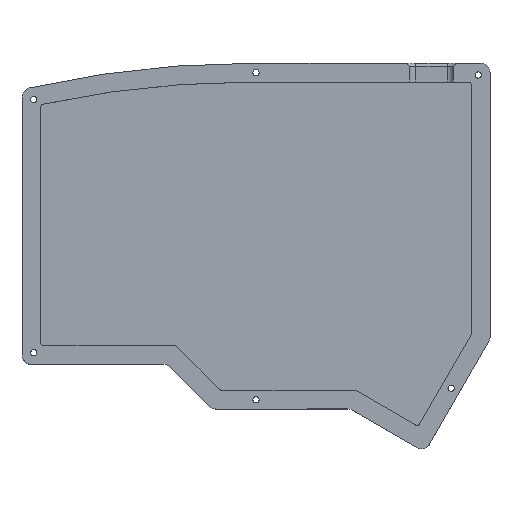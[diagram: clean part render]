
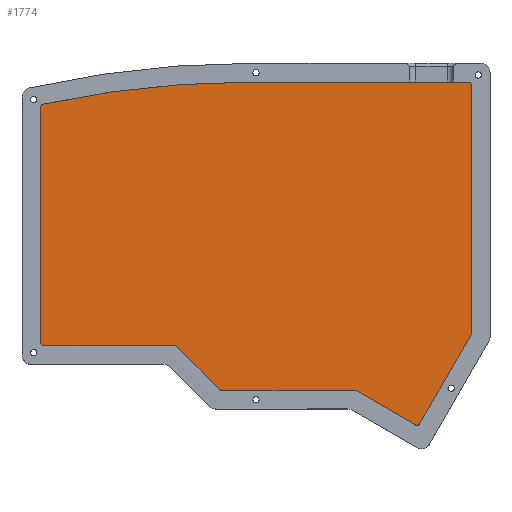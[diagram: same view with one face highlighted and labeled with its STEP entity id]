
A CAD part, top view. The second image highlights one B-rep face of the part: STEP entity #1774.
In plain terms, the highlighted planar face has unit normal (0, 0, 1).
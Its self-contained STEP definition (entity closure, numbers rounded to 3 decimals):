
#135=PLANE('',#1917);
#227=FACE_OUTER_BOUND('',#353,.T.);
#353=EDGE_LOOP('',(#1524,#1525,#1526,#1527,#1528,#1529,#1530,#1531,#1532,
#1533,#1534,#1535,#1536,#1537,#1538,#1539,#1540,#1541));
#496=LINE('',#3283,#645);
#497=LINE('',#3287,#646);
#498=LINE('',#3291,#647);
#499=LINE('',#3295,#648);
#500=LINE('',#3297,#649);
#501=LINE('',#3301,#650);
#502=LINE('',#3305,#651);
#503=LINE('',#3309,#652);
#504=LINE('',#3314,#653);
#645=VECTOR('',#2298,10.);
#646=VECTOR('',#2301,10.);
#647=VECTOR('',#2304,10.);
#648=VECTOR('',#2307,10.);
#649=VECTOR('',#2308,10.);
#650=VECTOR('',#2311,10.);
#651=VECTOR('',#2314,10.);
#652=VECTOR('',#2317,10.);
#653=VECTOR('',#2322,10.);
#729=CIRCLE('',#1916,1.);
#730=CIRCLE('',#1918,1.);
#731=CIRCLE('',#1919,1.);
#732=CIRCLE('',#1920,1.);
#733=CIRCLE('',#1921,1.);
#734=CIRCLE('',#1922,1.);
#735=CIRCLE('',#1923,1.);
#736=CIRCLE('',#1924,315.199);
#737=CIRCLE('',#1925,1.);
#882=VERTEX_POINT('',#3276);
#883=VERTEX_POINT('',#3277);
#884=VERTEX_POINT('',#3282);
#885=VERTEX_POINT('',#3284);
#886=VERTEX_POINT('',#3286);
#887=VERTEX_POINT('',#3288);
#888=VERTEX_POINT('',#3290);
#889=VERTEX_POINT('',#3292);
#890=VERTEX_POINT('',#3294);
#891=VERTEX_POINT('',#3296);
#892=VERTEX_POINT('',#3298);
#893=VERTEX_POINT('',#3300);
#894=VERTEX_POINT('',#3302);
#895=VERTEX_POINT('',#3304);
#896=VERTEX_POINT('',#3306);
#897=VERTEX_POINT('',#3308);
#898=VERTEX_POINT('',#3310);
#899=VERTEX_POINT('',#3312);
#1109=EDGE_CURVE('',#882,#883,#729,.T.);
#1112=EDGE_CURVE('',#884,#883,#496,.T.);
#1113=EDGE_CURVE('',#885,#884,#730,.F.);
#1114=EDGE_CURVE('',#886,#885,#497,.T.);
#1115=EDGE_CURVE('',#886,#887,#731,.T.);
#1116=EDGE_CURVE('',#888,#887,#498,.T.);
#1117=EDGE_CURVE('',#889,#888,#732,.F.);
#1118=EDGE_CURVE('',#890,#889,#499,.T.);
#1119=EDGE_CURVE('',#891,#890,#500,.T.);
#1120=EDGE_CURVE('',#891,#892,#733,.T.);
#1121=EDGE_CURVE('',#893,#892,#501,.T.);
#1122=EDGE_CURVE('',#893,#894,#734,.T.);
#1123=EDGE_CURVE('',#895,#894,#502,.T.);
#1124=EDGE_CURVE('',#895,#896,#735,.T.);
#1125=EDGE_CURVE('',#897,#896,#503,.T.);
#1126=EDGE_CURVE('',#898,#897,#736,.T.);
#1127=EDGE_CURVE('',#898,#899,#737,.T.);
#1128=EDGE_CURVE('',#882,#899,#504,.T.);
#1524=ORIENTED_EDGE('',*,*,#1109,.T.);
#1525=ORIENTED_EDGE('',*,*,#1112,.F.);
#1526=ORIENTED_EDGE('',*,*,#1113,.F.);
#1527=ORIENTED_EDGE('',*,*,#1114,.F.);
#1528=ORIENTED_EDGE('',*,*,#1115,.T.);
#1529=ORIENTED_EDGE('',*,*,#1116,.F.);
#1530=ORIENTED_EDGE('',*,*,#1117,.F.);
#1531=ORIENTED_EDGE('',*,*,#1118,.F.);
#1532=ORIENTED_EDGE('',*,*,#1119,.F.);
#1533=ORIENTED_EDGE('',*,*,#1120,.T.);
#1534=ORIENTED_EDGE('',*,*,#1121,.F.);
#1535=ORIENTED_EDGE('',*,*,#1122,.T.);
#1536=ORIENTED_EDGE('',*,*,#1123,.F.);
#1537=ORIENTED_EDGE('',*,*,#1124,.T.);
#1538=ORIENTED_EDGE('',*,*,#1125,.F.);
#1539=ORIENTED_EDGE('',*,*,#1126,.F.);
#1540=ORIENTED_EDGE('',*,*,#1127,.T.);
#1541=ORIENTED_EDGE('',*,*,#1128,.F.);
#1774=ADVANCED_FACE('',(#227),#135,.T.);
#1916=AXIS2_PLACEMENT_3D('',#3278,#2292,#2293);
#1917=AXIS2_PLACEMENT_3D('',#3281,#2296,#2297);
#1918=AXIS2_PLACEMENT_3D('',#3285,#2299,#2300);
#1919=AXIS2_PLACEMENT_3D('',#3289,#2302,#2303);
#1920=AXIS2_PLACEMENT_3D('',#3293,#2305,#2306);
#1921=AXIS2_PLACEMENT_3D('',#3299,#2309,#2310);
#1922=AXIS2_PLACEMENT_3D('',#3303,#2312,#2313);
#1923=AXIS2_PLACEMENT_3D('',#3307,#2315,#2316);
#1924=AXIS2_PLACEMENT_3D('',#3311,#2318,#2319);
#1925=AXIS2_PLACEMENT_3D('',#3313,#2320,#2321);
#2292=DIRECTION('center_axis',(0.,0.,1.));
#2293=DIRECTION('ref_axis',(-0.707,-0.707,0.));
#2296=DIRECTION('center_axis',(0.,0.,1.));
#2297=DIRECTION('ref_axis',(1.,0.,0.));
#2298=DIRECTION('',(-1.,0.,0.));
#2299=DIRECTION('center_axis',(0.,0.,-1.));
#2300=DIRECTION('ref_axis',(0.383,0.924,0.));
#2301=DIRECTION('',(-0.707,0.707,0.));
#2302=DIRECTION('center_axis',(0.,0.,1.));
#2303=DIRECTION('ref_axis',(-0.382,-0.924,0.));
#2304=DIRECTION('',(-1.,-0.001,0.));
#2305=DIRECTION('center_axis',(0.,0.,-1.));
#2306=DIRECTION('ref_axis',(0.258,0.966,0.));
#2307=DIRECTION('',(-0.866,0.5,0.));
#2308=DIRECTION('',(-0.866,0.5,0.));
#2309=DIRECTION('center_axis',(0.,0.,1.));
#2310=DIRECTION('ref_axis',(0.259,-0.966,0.));
#2311=DIRECTION('',(-0.5,-0.866,0.));
#2312=DIRECTION('center_axis',(0.,0.,1.));
#2313=DIRECTION('ref_axis',(0.966,-0.259,0.));
#2314=DIRECTION('',(0.,-1.,0.));
#2315=DIRECTION('center_axis',(0.,0.,1.));
#2316=DIRECTION('ref_axis',(0.707,0.707,0.));
#2317=DIRECTION('',(1.,0.,0.));
#2318=DIRECTION('center_axis',(0.,0.,-1.));
#2319=DIRECTION('ref_axis',(0.,1.,0.));
#2320=DIRECTION('center_axis',(0.,0.,1.));
#2321=DIRECTION('ref_axis',(-0.778,0.628,0.));
#2322=DIRECTION('',(0.,1.,0.));
#3276=CARTESIAN_POINT('',(9.05,48.15,-6.));
#3277=CARTESIAN_POINT('',(10.05,47.15,-6.));
#3278=CARTESIAN_POINT('Origin',(10.05,48.15,-6.));
#3281=CARTESIAN_POINT('Origin',(77.9,76.358,-6.));
#3282=CARTESIAN_POINT('',(51.776,47.15,-6.));
#3283=CARTESIAN_POINT('',(19.05,47.15,-6.));
#3284=CARTESIAN_POINT('',(52.484,46.857,-6.));
#3285=CARTESIAN_POINT('Origin',(51.776,46.15,-6.));
#3286=CARTESIAN_POINT('',(66.209,33.131,-6.));
#3287=CARTESIAN_POINT('',(52.201,47.139,-6.));
#3288=CARTESIAN_POINT('',(66.917,32.838,-6.));
#3289=CARTESIAN_POINT('Origin',(66.916,33.838,-6.));
#3290=CARTESIAN_POINT('',(109.417,32.874,-6.));
#3291=CARTESIAN_POINT('',(66.502,32.838,-6.));
#3292=CARTESIAN_POINT('',(109.918,32.74,-6.));
#3293=CARTESIAN_POINT('Origin',(109.418,31.874,-6.));
#3294=CARTESIAN_POINT('',(121.12,26.273,-6.));
#3295=CARTESIAN_POINT('',(121.12,26.273,-6.));
#3296=CARTESIAN_POINT('',(128.914,21.772,-6.));
#3297=CARTESIAN_POINT('',(121.12,26.273,-6.));
#3298=CARTESIAN_POINT('',(130.28,22.138,-6.));
#3299=CARTESIAN_POINT('Origin',(129.414,22.638,-6.));
#3300=CARTESIAN_POINT('',(146.616,50.433,-6.));
#3301=CARTESIAN_POINT('',(146.75,50.665,-6.));
#3302=CARTESIAN_POINT('',(146.75,50.933,-6.));
#3303=CARTESIAN_POINT('Origin',(145.75,50.933,-6.));
#3304=CARTESIAN_POINT('',(146.75,130.444,-6.));
#3305=CARTESIAN_POINT('',(146.75,50.665,-6.));
#3306=CARTESIAN_POINT('',(145.75,131.444,-6.));
#3307=CARTESIAN_POINT('Origin',(145.75,130.444,-6.));
#3308=CARTESIAN_POINT('',(76.2,131.444,-6.));
#3309=CARTESIAN_POINT('',(146.75,131.444,-6.));
#3310=CARTESIAN_POINT('',(9.839,124.379,-6.));
#3311=CARTESIAN_POINT('Origin',(76.2,-183.755,-6.));
#3312=CARTESIAN_POINT('',(9.05,123.401,-6.));
#3313=CARTESIAN_POINT('Origin',(10.05,123.401,-6.));
#3314=CARTESIAN_POINT('',(9.05,124.208,-6.));
